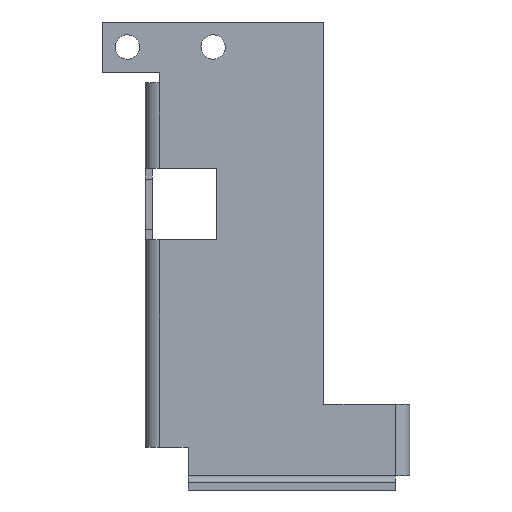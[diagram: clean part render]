
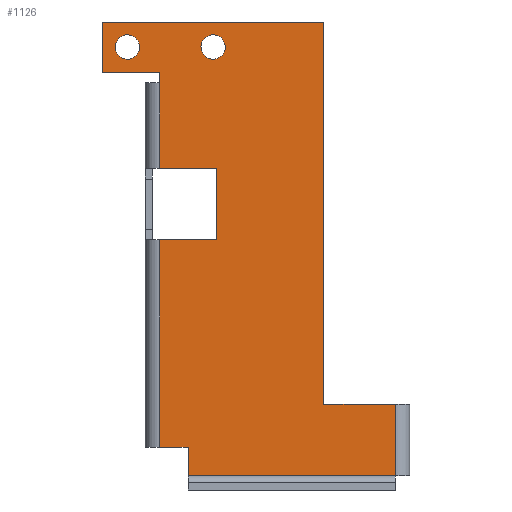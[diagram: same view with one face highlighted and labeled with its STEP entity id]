
A CAD part, front view. The second image highlights one B-rep face of the part: STEP entity #1126.
In plain terms, the highlighted planar face has unit normal (0, -1, 0).
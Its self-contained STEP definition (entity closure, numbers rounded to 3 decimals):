
#738=CARTESIAN_POINT('Line Origine',(0.,-4.5,27.5)) ;
#742=CARTESIAN_POINT('Vertex',(0.,-4.5,4.)) ;
#744=CARTESIAN_POINT('Vertex',(0.,-4.5,33.)) ;
#886=CARTESIAN_POINT('Line Origine',(0.,-4.5,27.5)) ;
#890=CARTESIAN_POINT('Vertex',(0.,-4.5,43.)) ;
#892=CARTESIAN_POINT('Vertex',(0.,-4.5,55.)) ;
#981=CARTESIAN_POINT('Axis2P3D Location',(0.,-4.5,0.)) ;
#986=CARTESIAN_POINT('Line Origine',(18.5,-4.5,0.)) ;
#990=CARTESIAN_POINT('Vertex',(33.,-4.5,0.)) ;
#992=CARTESIAN_POINT('Vertex',(4.,-4.5,0.)) ;
#995=CARTESIAN_POINT('Line Origine',(33.,-4.5,5.)) ;
#999=CARTESIAN_POINT('Vertex',(33.,-4.5,10.)) ;
#1002=CARTESIAN_POINT('Line Origine',(28.,-4.5,10.)) ;
#1006=CARTESIAN_POINT('Vertex',(23.,-4.5,10.)) ;
#1009=CARTESIAN_POINT('Line Origine',(23.,-4.5,36.75)) ;
#1013=CARTESIAN_POINT('Vertex',(23.,-4.5,63.5)) ;
#1016=CARTESIAN_POINT('Line Origine',(7.5,-4.5,63.5)) ;
#1020=CARTESIAN_POINT('Vertex',(-8.,-4.5,63.5)) ;
#1023=CARTESIAN_POINT('Line Origine',(-8.,-4.5,60.)) ;
#1027=CARTESIAN_POINT('Vertex',(-8.,-4.5,56.5)) ;
#1030=CARTESIAN_POINT('Line Origine',(-4.,-4.5,56.5)) ;
#1034=CARTESIAN_POINT('Vertex',(0.,-4.5,56.5)) ;
#1037=CARTESIAN_POINT('Line Origine',(0.,-4.5,55.75)) ;
#1042=CARTESIAN_POINT('Line Origine',(4.,-4.5,43.)) ;
#1046=CARTESIAN_POINT('Vertex',(8.,-4.5,43.)) ;
#1049=CARTESIAN_POINT('Line Origine',(8.,-4.5,38.)) ;
#1053=CARTESIAN_POINT('Vertex',(8.,-4.5,33.)) ;
#1056=CARTESIAN_POINT('Line Origine',(4.,-4.5,33.)) ;
#1061=CARTESIAN_POINT('Line Origine',(2.,-4.5,4.)) ;
#1065=CARTESIAN_POINT('Vertex',(4.,-4.5,4.)) ;
#1068=CARTESIAN_POINT('Line Origine',(4.,-4.5,2.)) ;
#1090=CARTESIAN_POINT('Axis2P3D Location',(7.5,-4.5,60.)) ;
#1094=CARTESIAN_POINT('Vertex',(6.008,-4.5,59.185)) ;
#1096=CARTESIAN_POINT('Vertex',(8.992,-4.5,60.815)) ;
#1099=CARTESIAN_POINT('Axis2P3D Location',(7.5,-4.5,60.)) ;
#1108=CARTESIAN_POINT('Axis2P3D Location',(-4.5,-4.5,60.)) ;
#1112=CARTESIAN_POINT('Vertex',(-3.008,-4.5,60.815)) ;
#1114=CARTESIAN_POINT('Vertex',(-5.992,-4.5,59.185)) ;
#1117=CARTESIAN_POINT('Axis2P3D Location',(-4.5,-4.5,60.)) ;
#739=DIRECTION('Vector Direction',(0.,0.,1.)) ;
#887=DIRECTION('Vector Direction',(0.,0.,1.)) ;
#982=DIRECTION('Axis2P3D Direction',(0.,-1.,0.)) ;
#983=DIRECTION('Axis2P3D XDirection',(1.,0.,0.)) ;
#987=DIRECTION('Vector Direction',(1.,0.,0.)) ;
#996=DIRECTION('Vector Direction',(0.,0.,1.)) ;
#1003=DIRECTION('Vector Direction',(-1.,0.,0.)) ;
#1010=DIRECTION('Vector Direction',(0.,0.,-1.)) ;
#1017=DIRECTION('Vector Direction',(-1.,0.,0.)) ;
#1024=DIRECTION('Vector Direction',(0.,0.,-1.)) ;
#1031=DIRECTION('Vector Direction',(1.,0.,0.)) ;
#1038=DIRECTION('Vector Direction',(0.,0.,-1.)) ;
#1043=DIRECTION('Vector Direction',(1.,0.,0.)) ;
#1050=DIRECTION('Vector Direction',(0.,0.,-1.)) ;
#1057=DIRECTION('Vector Direction',(1.,0.,0.)) ;
#1062=DIRECTION('Vector Direction',(-1.,0.,0.)) ;
#1069=DIRECTION('Vector Direction',(0.,0.,-1.)) ;
#1091=DIRECTION('Axis2P3D Direction',(0.,-1.,0.)) ;
#1100=DIRECTION('Axis2P3D Direction',(0.,-1.,0.)) ;
#1109=DIRECTION('Axis2P3D Direction',(0.,-1.,0.)) ;
#1118=DIRECTION('Axis2P3D Direction',(0.,-1.,0.)) ;
#984=AXIS2_PLACEMENT_3D('Plane Axis2P3D',#981,#982,#983) ;
#1092=AXIS2_PLACEMENT_3D('Circle Axis2P3D',#1090,#1091,$) ;
#1101=AXIS2_PLACEMENT_3D('Circle Axis2P3D',#1099,#1100,$) ;
#1110=AXIS2_PLACEMENT_3D('Circle Axis2P3D',#1108,#1109,$) ;
#1119=AXIS2_PLACEMENT_3D('Circle Axis2P3D',#1117,#1118,$) ;
#1074=ORIENTED_EDGE('',*,*,#994,.F.) ;
#1075=ORIENTED_EDGE('',*,*,#1001,.T.) ;
#1076=ORIENTED_EDGE('',*,*,#1008,.F.) ;
#1077=ORIENTED_EDGE('',*,*,#1015,.F.) ;
#1078=ORIENTED_EDGE('',*,*,#1022,.T.) ;
#1079=ORIENTED_EDGE('',*,*,#1029,.T.) ;
#1080=ORIENTED_EDGE('',*,*,#1036,.T.) ;
#1081=ORIENTED_EDGE('',*,*,#1041,.T.) ;
#1082=ORIENTED_EDGE('',*,*,#894,.F.) ;
#1083=ORIENTED_EDGE('',*,*,#1048,.T.) ;
#1084=ORIENTED_EDGE('',*,*,#1055,.F.) ;
#1085=ORIENTED_EDGE('',*,*,#1060,.F.) ;
#1086=ORIENTED_EDGE('',*,*,#746,.F.) ;
#1087=ORIENTED_EDGE('',*,*,#1067,.F.) ;
#1088=ORIENTED_EDGE('',*,*,#1072,.T.) ;
#1105=ORIENTED_EDGE('',*,*,#1098,.F.) ;
#1106=ORIENTED_EDGE('',*,*,#1103,.F.) ;
#1123=ORIENTED_EDGE('',*,*,#1116,.F.) ;
#1124=ORIENTED_EDGE('',*,*,#1121,.F.) ;
#1107=FACE_BOUND('',#1104,.T.) ;
#1125=FACE_BOUND('',#1122,.T.) ;
#740=VECTOR('Line Direction',#739,1.) ;
#888=VECTOR('Line Direction',#887,1.) ;
#988=VECTOR('Line Direction',#987,1.) ;
#997=VECTOR('Line Direction',#996,1.) ;
#1004=VECTOR('Line Direction',#1003,1.) ;
#1011=VECTOR('Line Direction',#1010,1.) ;
#1018=VECTOR('Line Direction',#1017,1.) ;
#1025=VECTOR('Line Direction',#1024,1.) ;
#1032=VECTOR('Line Direction',#1031,1.) ;
#1039=VECTOR('Line Direction',#1038,1.) ;
#1044=VECTOR('Line Direction',#1043,1.) ;
#1051=VECTOR('Line Direction',#1050,1.) ;
#1058=VECTOR('Line Direction',#1057,1.) ;
#1063=VECTOR('Line Direction',#1062,1.) ;
#1070=VECTOR('Line Direction',#1069,1.) ;
#1126=ADVANCED_FACE('Hauptk\X2\00F6\X0\rper',(#1089,#1107,#1125),#985,.T.) ;
#1093=CIRCLE('generated circle',#1092,1.7) ;
#1102=CIRCLE('generated circle',#1101,1.7) ;
#1111=CIRCLE('generated circle',#1110,1.7) ;
#1120=CIRCLE('generated circle',#1119,1.7) ;
#746=EDGE_CURVE('',#743,#745,#741,.T.) ;
#894=EDGE_CURVE('',#891,#893,#889,.T.) ;
#994=EDGE_CURVE('',#991,#993,#989,.F.) ;
#1001=EDGE_CURVE('',#991,#1000,#998,.T.) ;
#1008=EDGE_CURVE('',#1007,#1000,#1005,.F.) ;
#1015=EDGE_CURVE('',#1014,#1007,#1012,.T.) ;
#1022=EDGE_CURVE('',#1014,#1021,#1019,.T.) ;
#1029=EDGE_CURVE('',#1021,#1028,#1026,.T.) ;
#1036=EDGE_CURVE('',#1028,#1035,#1033,.T.) ;
#1041=EDGE_CURVE('',#1035,#893,#1040,.T.) ;
#1048=EDGE_CURVE('',#891,#1047,#1045,.T.) ;
#1055=EDGE_CURVE('',#1054,#1047,#1052,.F.) ;
#1060=EDGE_CURVE('',#745,#1054,#1059,.T.) ;
#1067=EDGE_CURVE('',#1066,#743,#1064,.T.) ;
#1072=EDGE_CURVE('',#1066,#993,#1071,.T.) ;
#1098=EDGE_CURVE('',#1095,#1097,#1093,.T.) ;
#1103=EDGE_CURVE('',#1097,#1095,#1102,.T.) ;
#1116=EDGE_CURVE('',#1113,#1115,#1111,.T.) ;
#1121=EDGE_CURVE('',#1115,#1113,#1120,.T.) ;
#1073=EDGE_LOOP('',(#1074,#1075,#1076,#1077,#1078,#1079,#1080,#1081,#1082,#1083,#1084,#1085,#1086,#1087,#1088)) ;
#1104=EDGE_LOOP('',(#1105,#1106)) ;
#1122=EDGE_LOOP('',(#1123,#1124)) ;
#1089=FACE_OUTER_BOUND('',#1073,.T.) ;
#741=LINE('Line',#738,#740) ;
#889=LINE('Line',#886,#888) ;
#989=LINE('Line',#986,#988) ;
#998=LINE('Line',#995,#997) ;
#1005=LINE('Line',#1002,#1004) ;
#1012=LINE('Line',#1009,#1011) ;
#1019=LINE('Line',#1016,#1018) ;
#1026=LINE('Line',#1023,#1025) ;
#1033=LINE('Line',#1030,#1032) ;
#1040=LINE('Line',#1037,#1039) ;
#1045=LINE('Line',#1042,#1044) ;
#1052=LINE('Line',#1049,#1051) ;
#1059=LINE('Line',#1056,#1058) ;
#1064=LINE('Line',#1061,#1063) ;
#1071=LINE('Line',#1068,#1070) ;
#985=PLANE('',#984) ;
#743=VERTEX_POINT('',#742) ;
#745=VERTEX_POINT('',#744) ;
#891=VERTEX_POINT('',#890) ;
#893=VERTEX_POINT('',#892) ;
#991=VERTEX_POINT('',#990) ;
#993=VERTEX_POINT('',#992) ;
#1000=VERTEX_POINT('',#999) ;
#1007=VERTEX_POINT('',#1006) ;
#1014=VERTEX_POINT('',#1013) ;
#1021=VERTEX_POINT('',#1020) ;
#1028=VERTEX_POINT('',#1027) ;
#1035=VERTEX_POINT('',#1034) ;
#1047=VERTEX_POINT('',#1046) ;
#1054=VERTEX_POINT('',#1053) ;
#1066=VERTEX_POINT('',#1065) ;
#1095=VERTEX_POINT('',#1094) ;
#1097=VERTEX_POINT('',#1096) ;
#1113=VERTEX_POINT('',#1112) ;
#1115=VERTEX_POINT('',#1114) ;
